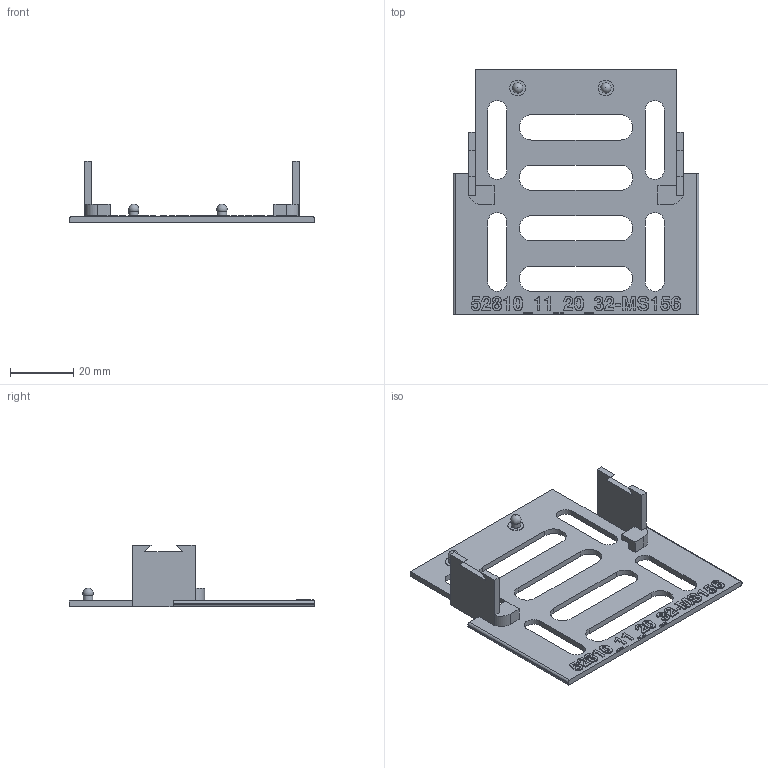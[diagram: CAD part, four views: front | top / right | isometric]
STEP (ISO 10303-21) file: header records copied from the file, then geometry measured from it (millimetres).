
FILE_DESCRIPTION(('Open CASCADE Model'),'2;1');
FILE_NAME('Open CASCADE Shape Model','2025-05-19T13:13:33',('Author'),( 'Open CASCADE'),'Open CASCADE STEP processor 7.7','Open CASCADE 7.7' ,'Unknown');
FILE_SCHEMA(('AUTOMOTIVE_DESIGN { 1 0 10303 214 1 1 1 1 }'));
Length unit declared in the file: millimetre
Products named in the file (1): Open CASCADE STEP translator 7.7 69
Bounding box: 78 x 78 x 19.5 mm (x, y, z)
Volume: 9069.8 mm3; surface area: 11477.2 mm2
Topology: 1 solids, 1 shells, 449 faces, 1256 edges, 836 vertices
Faces by surface type: extrusion 246, plane 175, cylinder 26, sphere 2
Full cylindrical faces by diameter (mm): 3 x2, 5 x2
Entity records: 31028 total; most frequent: CARTESIAN_POINT 7568, DIRECTION 3476, VECTOR 2920, LINE 2674, ORIENTED_EDGE 2508, PCURVE 2508, DEFINITIONAL_REPRESENTATION 2508, EDGE_CURVE 1254
